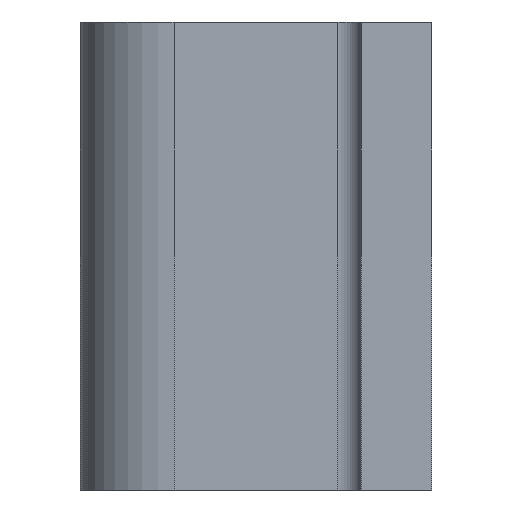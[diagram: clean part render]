
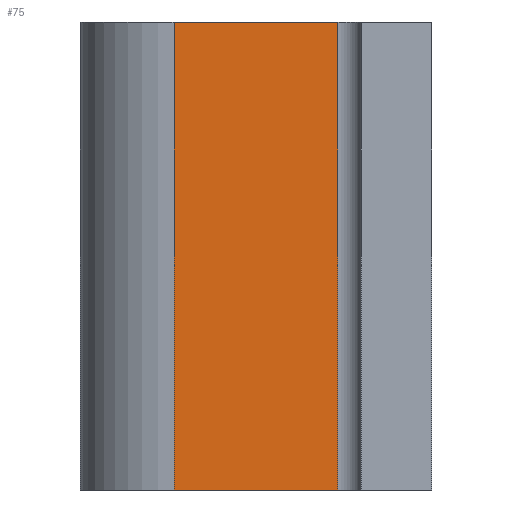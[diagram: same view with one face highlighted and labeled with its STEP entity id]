
A CAD part, left-side view. The second image highlights one B-rep face of the part: STEP entity #75.
In plain terms, the highlighted planar face has unit normal (-1, 0, 0).
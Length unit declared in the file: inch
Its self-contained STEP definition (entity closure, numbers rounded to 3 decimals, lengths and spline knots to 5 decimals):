
#75=ADVANCED_FACE('',(#155),#156,.T.);
#155=FACE_OUTER_BOUND('',#296,.T.);
#156=PLANE('',#297);
#296=EDGE_LOOP('',(#444,#445,#446,#447));
#297=AXIS2_PLACEMENT_3D('',#448,#449,#450);
#444=ORIENTED_EDGE('',*,*,#578,.T.);
#445=ORIENTED_EDGE('',*,*,#579,.F.);
#446=ORIENTED_EDGE('',*,*,#580,.F.);
#447=ORIENTED_EDGE('',*,*,#541,.T.);
#448=CARTESIAN_POINT('',(3.88473,5.38935,0.0));
#449=DIRECTION('',(-1.0,-0.0,0.0));
#450=DIRECTION('',(0.0,-1.0,-0.0));
#541=EDGE_CURVE('',#641,#639,#642,.T.);
#578=EDGE_CURVE('',#639,#697,#698,.T.);
#579=EDGE_CURVE('',#699,#697,#700,.T.);
#580=EDGE_CURVE('',#641,#699,#701,.T.);
#639=VERTEX_POINT('',#799);
#641=VERTEX_POINT('',#804);
#642=LINE('',#805,#806);
#697=VERTEX_POINT('',#908);
#698=LINE('',#909,#910);
#699=VERTEX_POINT('',#911);
#700=LINE('',#912,#913);
#701=LINE('',#914,#915);
#799=CARTESIAN_POINT('',(3.88473,5.17042,1.25));
#804=CARTESIAN_POINT('',(3.88473,5.17042,0.0));
#805=CARTESIAN_POINT('',(3.88473,5.17042,0.0));
#806=VECTOR('',#962,1.0);
#908=CARTESIAN_POINT('',(3.88473,5.60827,1.25));
#909=CARTESIAN_POINT('',(3.88473,5.17042,1.25));
#910=VECTOR('',#980,1.0);
#911=CARTESIAN_POINT('',(3.88473,5.60827,0.0));
#912=CARTESIAN_POINT('',(3.88473,5.60827,0.0));
#913=VECTOR('',#981,1.0);
#914=CARTESIAN_POINT('',(3.88473,5.17042,0.0));
#915=VECTOR('',#982,1.0);
#962=DIRECTION('',(0.0,0.0,1.0));
#980=DIRECTION('',(0.0,1.0,0.0));
#981=DIRECTION('',(0.0,0.0,1.0));
#982=DIRECTION('',(0.0,1.0,0.0));
